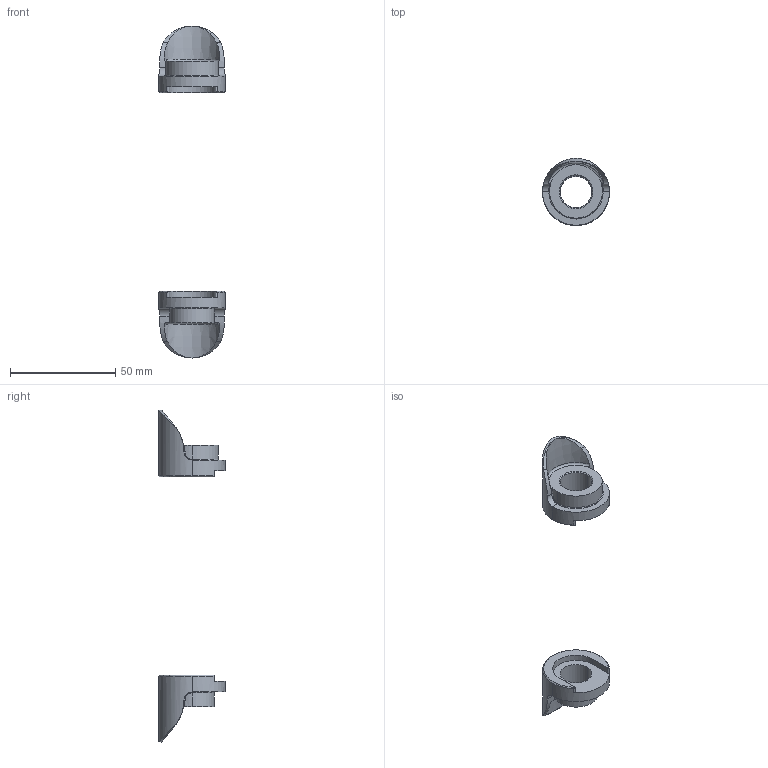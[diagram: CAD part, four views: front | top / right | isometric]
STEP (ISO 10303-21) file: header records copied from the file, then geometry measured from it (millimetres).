
FILE_DESCRIPTION (( 'STEP AP214' ), '1' );
FILE_NAME ('DR2056.STEP', '2016-01-15T22:38:16', ( '' ), ( '' ), 'SwSTEP 2.0', 'SolidWorks 2016', '' );
FILE_SCHEMA (( 'AUTOMOTIVE_DESIGN' ));
Length unit declared in the file: millimetre
Products named in the file (3): DR2056-THREADED; DR2056-UNTHREADED; DR2056
Assembly tree (2 placements, depth 2):
  DR2056
    DR2056-UNTHREADED
    DR2056-THREADED
Bounding box: 31.75 x 31.75 x 157.51 mm (x, y, z)
Volume: 15066.2 mm3; surface area: 8473.6 mm2
Topology: 2 solids, 2 shells, 72 faces, 174 edges, 106 vertices
Faces by surface type: cylinder 30, plane 16, cone 12, bspline 8, torus 6
Entity records: 2768 total; most frequent: CARTESIAN_POINT 1045, ORIENTED_EDGE 348, DIRECTION 328, EDGE_CURVE 174, AXIS2_PLACEMENT_3D 137, VERTEX_POINT 106, EDGE_LOOP 76, ADVANCED_FACE 72
